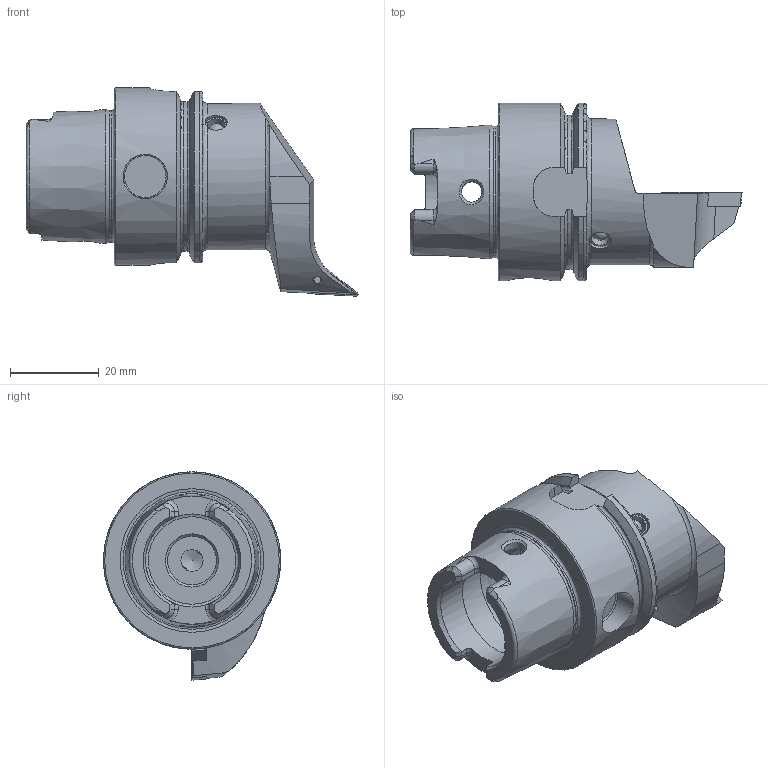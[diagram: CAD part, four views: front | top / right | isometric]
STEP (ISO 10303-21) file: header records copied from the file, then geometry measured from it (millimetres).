
FILE_DESCRIPTION (( 'STEP AP214' ), '1' );
FILE_NAME ('HA4.KVE.RJA.055.STEP', '2020-11-23T11:01:00', ( '' ), ( '' ), 'SwSTEP 2.0', 'SolidWorks 2017', '' );
FILE_SCHEMA (( 'AUTOMOTIVE_DESIGN' ));
Length unit declared in the file: millimetre
Products named in the file (5): VBMT110304; HA4.KVE.RJA.055; WCA-ER2.001.006_A; HA4-KVE.RJA.055_A; KVT_MB_600_050
Assembly tree (4 placements, depth 2):
  HA4.KVE.RJA.055
    HA4-KVE.RJA.055_A
    WCA-ER2.001.006_A
    VBMT110304
    KVT_MB_600_050
Bounding box: 74.9 x 40 x 47 mm (x, y, z)
Volume: 38439.4 mm3; surface area: 13114.7 mm2
Topology: 5 solids, 5 shells, 239 faces, 630 edges, 399 vertices
Faces by surface type: plane 83, cylinder 62, cone 50, torus 28, bspline 14, sphere 2
Full cylindrical faces by diameter (mm): 2.05 x1, 2.5 x1, 2.8 x1, 3.4 x1, 3.85 x1, 4 x1, 4.2 x3, 4.6 x2, 5 x4, 10 x1, 11 x1, 12.5 x1, 21 x2, 25.5 x1, 29.707 x1, 33 x1, 40 x1
Entity records: 9773 total; most frequent: CARTESIAN_POINT 3414, ORIENTED_EDGE 1082, DIRECTION 992, EDGE_CURVE 541, AXIS2_PLACEMENT_3D 403, VERTEX_POINT 374, EDGE_LOOP 311, FACE_OUTER_BOUND 275
